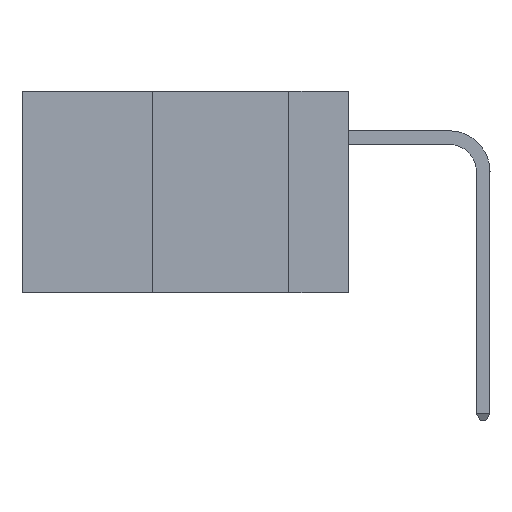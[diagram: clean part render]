
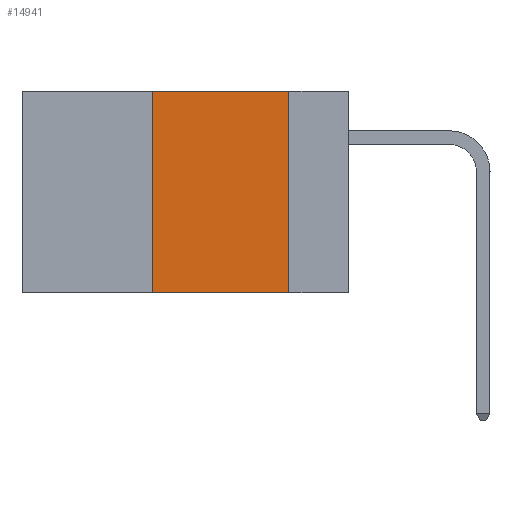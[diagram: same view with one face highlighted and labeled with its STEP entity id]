
A CAD part, left-side view. The second image highlights one B-rep face of the part: STEP entity #14941.
In plain terms, the highlighted planar face has unit normal (-1, 0, 0).
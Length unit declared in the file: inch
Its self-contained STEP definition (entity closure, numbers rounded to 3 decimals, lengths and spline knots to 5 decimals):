
#98 = DIRECTION ( 'NONE',  ( 0., -1., 0. ) ) ;
#1385 = ORIENTED_EDGE ( 'NONE', *, *, #14079, .F. ) ;
#2827 = DIRECTION ( 'NONE',  ( 0., -1., 0. ) ) ;
#3157 = EDGE_CURVE ( 'NONE', #15441, #11161, #4625, .T. ) ;
#3455 = LINE ( 'NONE', #21527, #21646 ) ;
#4616 = LINE ( 'NONE', #18733, #23967 ) ;
#4625 = LINE ( 'NONE', #15787, #9028 ) ;
#6217 = CARTESIAN_POINT ( 'NONE',  ( 0., 0.11, -0.37 ) ) ;
#6376 = DIRECTION ( 'NONE',  ( 1., 0., 0. ) ) ;
#6860 = VERTEX_POINT ( 'NONE', #6217 ) ;
#7885 = ORIENTED_EDGE ( 'NONE', *, *, #3157, .F. ) ;
#9028 = VECTOR ( 'NONE', #98, 39.37008 ) ;
#11161 = VERTEX_POINT ( 'NONE', #20714 ) ;
#11293 = DIRECTION ( 'NONE',  ( 0., 0., 1. ) ) ;
#11817 = DIRECTION ( 'NONE',  ( 0., 0., -1. ) ) ;
#13753 = EDGE_CURVE ( 'NONE', #16249, #6860, #3455, .T. ) ;
#13879 = PLANE ( 'NONE',  #14272 ) ;
#14079 = EDGE_CURVE ( 'NONE', #16249, #15441, #4616, .T. ) ;
#14272 = AXIS2_PLACEMENT_3D ( 'NONE', #17653, #6376, #19522 ) ;
#14941 = ADVANCED_FACE ( 'NONE', ( #23090 ), #13879, .F. ) ;
#14967 = ORIENTED_EDGE ( 'NONE', *, *, #13753, .T. ) ;
#15441 = VERTEX_POINT ( 'NONE', #18925 ) ;
#15582 = CARTESIAN_POINT ( 'NONE',  ( 0., 0.11, 0. ) ) ;
#15613 = CARTESIAN_POINT ( 'NONE',  ( 0., 0.36, -0.37 ) ) ;
#15787 = CARTESIAN_POINT ( 'NONE',  ( 0., 0.6, 0. ) ) ;
#16249 = VERTEX_POINT ( 'NONE', #15613 ) ;
#16428 = EDGE_LOOP ( 'NONE', ( #19529, #7885, #1385, #14967 ) ) ;
#17349 = VECTOR ( 'NONE', #11817, 39.37008 ) ;
#17653 = CARTESIAN_POINT ( 'NONE',  ( 0., 0.6, 0. ) ) ;
#17938 = LINE ( 'NONE', #15582, #17349 ) ;
#18733 = CARTESIAN_POINT ( 'NONE',  ( 0., 0.36, 0. ) ) ;
#18925 = CARTESIAN_POINT ( 'NONE',  ( 0., 0.36, 0. ) ) ;
#19094 = EDGE_CURVE ( 'NONE', #11161, #6860, #17938, .T. ) ;
#19522 = DIRECTION ( 'NONE',  ( 0., 0., -1. ) ) ;
#19529 = ORIENTED_EDGE ( 'NONE', *, *, #19094, .F. ) ;
#20714 = CARTESIAN_POINT ( 'NONE',  ( 0., 0.11, 0. ) ) ;
#21527 = CARTESIAN_POINT ( 'NONE',  ( 0., 0.6, -0.37 ) ) ;
#21646 = VECTOR ( 'NONE', #2827, 39.37008 ) ;
#23090 = FACE_OUTER_BOUND ( 'NONE', #16428, .T. ) ;
#23967 = VECTOR ( 'NONE', #11293, 39.37008 ) ;
